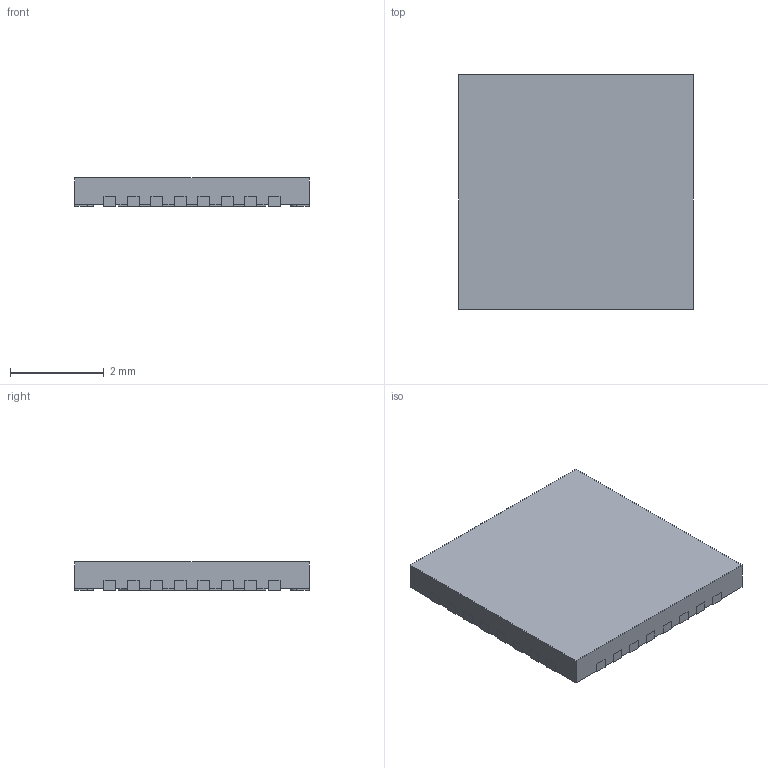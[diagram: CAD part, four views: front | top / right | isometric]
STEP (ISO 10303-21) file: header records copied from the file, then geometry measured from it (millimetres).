
FILE_DESCRIPTION((''),'2;1');
FILE_NAME('RGJ0032A_ASM','2017-03-07T',('a0412025'),(''),'CREO PARAMETRIC BY PTC INC, 2016050','CREO PARAMETRIC BY PTC INC, 2016050','');
FILE_SCHEMA(('AUTOMOTIVE_DESIGN { 1 0 10303 214 1 1 1 1 }'));
Length unit declared in the file: millimetre
Products named in the file (4): BODY-QFN; FRAME-RGJ0032A; PIN1-ID; RGJ0032A_ASM
Assembly tree (3 placements, depth 2):
  RGJ0032A_ASM
    BODY-QFN
    FRAME-RGJ0032A
    PIN1-ID
Bounding box: 5 x 5 x 0.6 mm (x, y, z)
Volume: 14.7 mm3; surface area: 109 mm2
Topology: 34 solids, 34 shells, 349 faces, 834 edges, 556 vertices
Faces by surface type: plane 285, cylinder 64
Entity records: 13387 total; most frequent: CARTESIAN_POINT 1753, DIRECTION 1674, ORIENTED_EDGE 1668, PRESENTATION_STYLE_ASSIGNMENT 902, STYLED_ITEM 868, CURVE_STYLE 834, EDGE_CURVE 834, VECTOR 706
